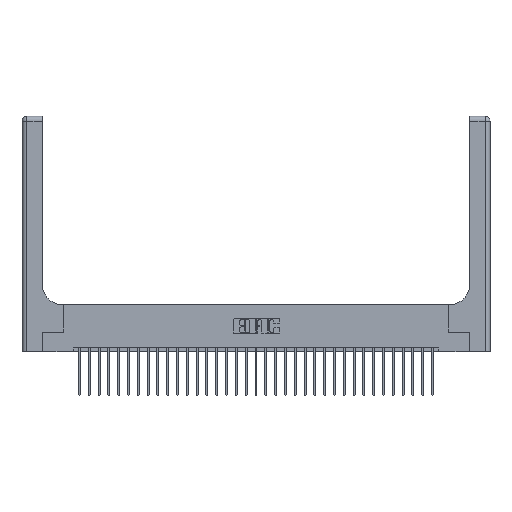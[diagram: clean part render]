
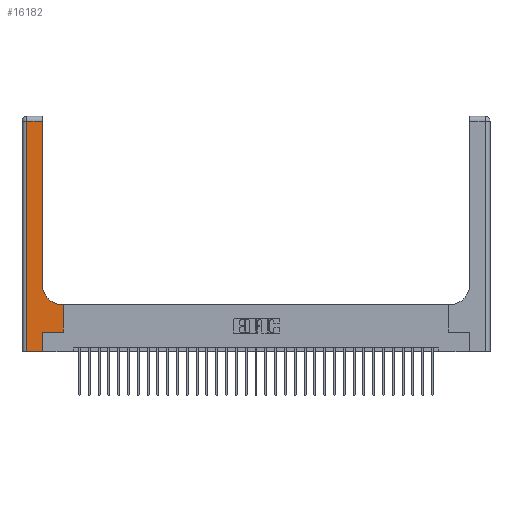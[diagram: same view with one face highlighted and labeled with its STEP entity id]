
A CAD part, top view. The second image highlights one B-rep face of the part: STEP entity #16182.
In plain terms, the highlighted planar face has unit normal (0, 0, 1).
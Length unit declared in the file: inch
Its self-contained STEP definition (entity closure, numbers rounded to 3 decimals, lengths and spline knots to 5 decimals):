
#72 = CARTESIAN_POINT ( 'NONE',  ( 0., 3., 0.37 ) ) ;
#1008 = EDGE_CURVE ( 'NONE', #1216, #18196, #11720, .T. ) ;
#1047 = AXIS2_PLACEMENT_3D ( 'NONE', #21092, #12787, #10144 ) ;
#1202 = VECTOR ( 'NONE', #27338, 39.37008 ) ;
#1216 = VERTEX_POINT ( 'NONE', #15258 ) ;
#1287 = CARTESIAN_POINT ( 'NONE',  ( 0., 0., 0.37 ) ) ;
#1602 = DIRECTION ( 'NONE',  ( -1., 0., 0. ) ) ;
#2038 = EDGE_CURVE ( 'NONE', #18196, #28820, #12745, .T. ) ;
#2884 = DIRECTION ( 'NONE',  ( -1., 0., 0. ) ) ;
#3379 = CARTESIAN_POINT ( 'NONE',  ( 0., 2.94, 0.37 ) ) ;
#3518 = DIRECTION ( 'NONE',  ( 1., 0., 0. ) ) ;
#3972 = VECTOR ( 'NONE', #19362, 39.37008 ) ;
#4681 = AXIS2_PLACEMENT_3D ( 'NONE', #72, #13209, #1602 ) ;
#4923 = ORIENTED_EDGE ( 'NONE', *, *, #5160, .T. ) ;
#5160 = EDGE_CURVE ( 'NONE', #29879, #16194, #10459, .T. ) ;
#6042 = DIRECTION ( 'NONE',  ( 0., 1., 0. ) ) ;
#6145 = VECTOR ( 'NONE', #13042, 39.37008 ) ;
#6442 = VECTOR ( 'NONE', #7295, 39.37008 ) ;
#6625 = CARTESIAN_POINT ( 'NONE',  ( 0.265, 0.25, 0.37 ) ) ;
#6642 = ORIENTED_EDGE ( 'NONE', *, *, #25072, .T. ) ;
#6917 = ORIENTED_EDGE ( 'NONE', *, *, #7075, .T. ) ;
#7075 = EDGE_CURVE ( 'NONE', #16194, #1216, #17627, .T. ) ;
#7295 = DIRECTION ( 'NONE',  ( 0., 1., 0. ) ) ;
#7355 = CARTESIAN_POINT ( 'NONE',  ( 0.26, 0.85, 0.37 ) ) ;
#7432 = DIRECTION ( 'NONE',  ( 0., -1., 0. ) ) ;
#9922 = CARTESIAN_POINT ( 'NONE',  ( 0.06, 0., 0.37 ) ) ;
#10144 = DIRECTION ( 'NONE',  ( 1., 0., 0. ) ) ;
#10183 = EDGE_CURVE ( 'NONE', #18210, #13600, #28051, .T. ) ;
#10276 = ORIENTED_EDGE ( 'NONE', *, *, #1008, .T. ) ;
#10343 = VECTOR ( 'NONE', #2884, 39.37008 ) ;
#10459 = LINE ( 'NONE', #25055, #6442 ) ;
#10750 = CARTESIAN_POINT ( 'NONE',  ( 0.265, 0., 0.37 ) ) ;
#11720 = CIRCLE ( 'NONE', #1047, 0.25 ) ;
#12240 = VERTEX_POINT ( 'NONE', #13567 ) ;
#12745 = LINE ( 'NONE', #26896, #6145 ) ;
#12787 = DIRECTION ( 'NONE',  ( 0., 0., -1. ) ) ;
#13042 = DIRECTION ( 'NONE',  ( 0., 1., 0. ) ) ;
#13209 = DIRECTION ( 'NONE',  ( 0., 0., -1. ) ) ;
#13308 = CARTESIAN_POINT ( 'NONE',  ( 0.528, 0.6, 0.37 ) ) ;
#13468 = CARTESIAN_POINT ( 'NONE',  ( 0.528, 0.25, 0.37 ) ) ;
#13567 = CARTESIAN_POINT ( 'NONE',  ( 0.06, 2.94, 0.37 ) ) ;
#13600 = VERTEX_POINT ( 'NONE', #26088 ) ;
#13719 = LINE ( 'NONE', #21668, #29217 ) ;
#13964 = CARTESIAN_POINT ( 'NONE',  ( 0.265, 0.25, 0.37 ) ) ;
#15258 = CARTESIAN_POINT ( 'NONE',  ( 0.51, 0.6, 0.37 ) ) ;
#15317 = ORIENTED_EDGE ( 'NONE', *, *, #28916, .T. ) ;
#16182 = ADVANCED_FACE ( 'NONE', ( #17576 ), #27065, .F. ) ;
#16194 = VERTEX_POINT ( 'NONE', #13308 ) ;
#16748 = EDGE_CURVE ( 'NONE', #29930, #29879, #23716, .T. ) ;
#17576 = FACE_OUTER_BOUND ( 'NONE', #24533, .T. ) ;
#17627 = LINE ( 'NONE', #19144, #10343 ) ;
#18196 = VERTEX_POINT ( 'NONE', #7355 ) ;
#18210 = VERTEX_POINT ( 'NONE', #9922 ) ;
#18491 = ORIENTED_EDGE ( 'NONE', *, *, #2038, .T. ) ;
#18727 = EDGE_CURVE ( 'NONE', #13600, #29930, #24972, .T. ) ;
#19144 = CARTESIAN_POINT ( 'NONE',  ( 0.26, 0.6, 0.37 ) ) ;
#19362 = DIRECTION ( 'NONE',  ( -1., 0., 0. ) ) ;
#19724 = VECTOR ( 'NONE', #3518, 39.37008 ) ;
#20043 = ORIENTED_EDGE ( 'NONE', *, *, #16748, .T. ) ;
#21092 = CARTESIAN_POINT ( 'NONE',  ( 0.51, 0.85, 0.37 ) ) ;
#21435 = LINE ( 'NONE', #3379, #3972 ) ;
#21668 = CARTESIAN_POINT ( 'NONE',  ( 0.06, 3., 0.37 ) ) ;
#22463 = ORIENTED_EDGE ( 'NONE', *, *, #18727, .T. ) ;
#23306 = VECTOR ( 'NONE', #6042, 39.37008 ) ;
#23579 = CARTESIAN_POINT ( 'NONE',  ( 0.26, 2.94, 0.37 ) ) ;
#23716 = LINE ( 'NONE', #6625, #1202 ) ;
#24533 = EDGE_LOOP ( 'NONE', ( #18491, #15317, #6642, #26704, #22463, #20043, #4923, #6917, #10276 ) ) ;
#24972 = LINE ( 'NONE', #10750, #23306 ) ;
#25055 = CARTESIAN_POINT ( 'NONE',  ( 0.528, 0.25, 0.37 ) ) ;
#25072 = EDGE_CURVE ( 'NONE', #12240, #18210, #13719, .T. ) ;
#26088 = CARTESIAN_POINT ( 'NONE',  ( 0.265, 0., 0.37 ) ) ;
#26704 = ORIENTED_EDGE ( 'NONE', *, *, #10183, .T. ) ;
#26896 = CARTESIAN_POINT ( 'NONE',  ( 0.26, 3., 0.37 ) ) ;
#27065 = PLANE ( 'NONE',  #4681 ) ;
#27338 = DIRECTION ( 'NONE',  ( 1., 0., 0. ) ) ;
#28051 = LINE ( 'NONE', #1287, #19724 ) ;
#28820 = VERTEX_POINT ( 'NONE', #23579 ) ;
#28916 = EDGE_CURVE ( 'NONE', #28820, #12240, #21435, .T. ) ;
#29217 = VECTOR ( 'NONE', #7432, 39.37008 ) ;
#29879 = VERTEX_POINT ( 'NONE', #13468 ) ;
#29930 = VERTEX_POINT ( 'NONE', #13964 ) ;
